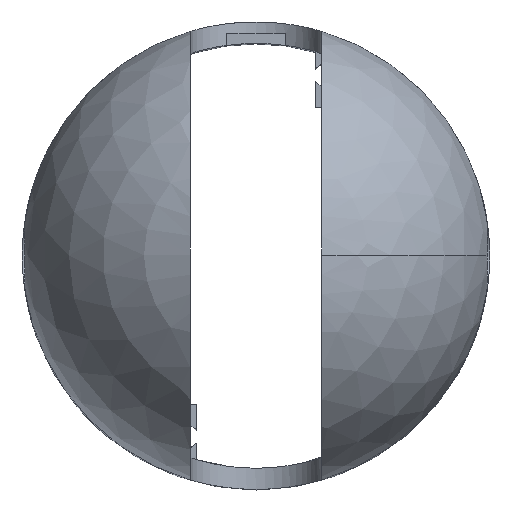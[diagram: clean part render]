
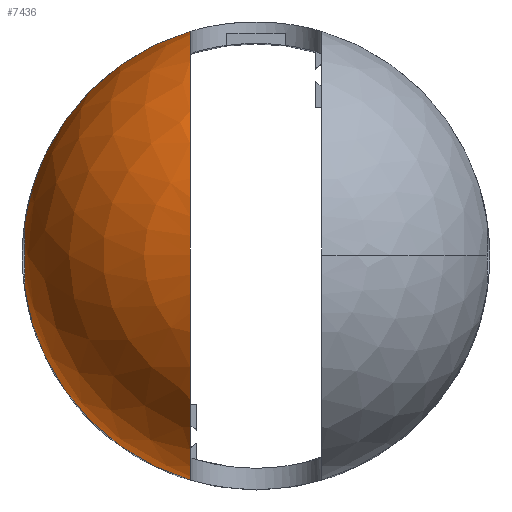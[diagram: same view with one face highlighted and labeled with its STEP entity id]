
A CAD part, top view. The second image highlights one B-rep face of the part: STEP entity #7436.
In plain terms, the highlighted spherical face has radius 55 mm.
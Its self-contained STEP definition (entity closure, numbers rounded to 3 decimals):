
#2290 = VERTEX_POINT('',#2291);
#2291 = CARTESIAN_POINT('',(-15.5,-52.771,100.));
#2398 = EDGE_CURVE('',#2290,#2399,#2401,.T.);
#2399 = VERTEX_POINT('',#2400);
#2400 = CARTESIAN_POINT('',(-15.5,52.771,100.));
#2401 = CIRCLE('',#2402,52.771);
#2402 = AXIS2_PLACEMENT_3D('',#2403,#2404,#2405);
#2403 = CARTESIAN_POINT('',(-15.5,0.,100.));
#2404 = DIRECTION('',(-1.,0.,-0.));
#2405 = DIRECTION('',(0.,1.,0.));
#3363 = VERTEX_POINT('',#3364);
#3364 = CARTESIAN_POINT('',(-52.829,15.3,100.));
#3372 = EDGE_CURVE('',#3363,#2399,#3373,.T.);
#3373 = CIRCLE('',#3374,55.);
#3374 = AXIS2_PLACEMENT_3D('',#3375,#3376,#3377);
#3375 = CARTESIAN_POINT('',(0.,0.,100.));
#3376 = DIRECTION('',(0.,0.,-1.));
#3377 = DIRECTION('',(1.,0.,0.));
#3673 = EDGE_CURVE('',#2290,#3674,#3676,.T.);
#3674 = VERTEX_POINT('',#3675);
#3675 = CARTESIAN_POINT('',(-52.829,-15.3,100.));
#3676 = CIRCLE('',#3677,55.);
#3677 = AXIS2_PLACEMENT_3D('',#3678,#3679,#3680);
#3678 = CARTESIAN_POINT('',(0.,0.,100.));
#3679 = DIRECTION('',(0.,0.,-1.));
#3680 = DIRECTION('',(1.,0.,0.));
#7025 = VERTEX_POINT('',#7026);
#7026 = CARTESIAN_POINT('',(-54.385,7.416,103.5));
#7032 = EDGE_CURVE('',#7033,#7025,#7035,.T.);
#7033 = VERTEX_POINT('',#7034);
#7034 = CARTESIAN_POINT('',(-54.385,-7.416,103.5));
#7035 = B_SPLINE_CURVE_WITH_KNOTS('',8,(#7036,#7037,#7038,#7039,#7040,
    #7041,#7042,#7043,#7044,#7045,#7046,#7047,#7048,#7049,#7050,#7051,
    #7052,#7053,#7054,#7055,#7056,#7057,#7058,#7059,#7060,#7061,#7062,
    #7063,#7064,#7065),.UNSPECIFIED.,.F.,.F.,(9,7,7,7,9),(0.,
    0.251,0.501,0.751,1.),.UNSPECIFIED.);
#7036 = CARTESIAN_POINT('',(-54.385,-8.2,100.));
#7037 = CARTESIAN_POINT('',(-54.385,-8.2,100.808));
#7038 = CARTESIAN_POINT('',(-54.385,-8.109,101.617
    ));
#7039 = CARTESIAN_POINT('',(-54.385,-7.927,
    102.413));
#7040 = CARTESIAN_POINT('',(-54.385,-7.656,
    103.185));
#7041 = CARTESIAN_POINT('',(-54.385,-7.299,
    103.922));
#7042 = CARTESIAN_POINT('',(-54.385,-6.863,
    104.612));
#7043 = CARTESIAN_POINT('',(-54.385,-6.353,
    105.247));
#7044 = CARTESIAN_POINT('',(-54.385,-5.21,
    106.383));
#7045 = CARTESIAN_POINT('',(-54.385,-4.577,
    106.885));
#7046 = CARTESIAN_POINT('',(-54.385,-3.888,
    107.316));
#7047 = CARTESIAN_POINT('',(-54.385,-3.155,
    107.667));
#7048 = CARTESIAN_POINT('',(-54.385,-2.386,
    107.934));
#7049 = CARTESIAN_POINT('',(-54.385,-1.594,
    108.113));
#7050 = CARTESIAN_POINT('',(-54.385,-0.79,
    108.201));
#7051 = CARTESIAN_POINT('',(-54.385,0.819,108.199
    ));
#7052 = CARTESIAN_POINT('',(-54.385,1.625,
    108.107));
#7053 = CARTESIAN_POINT('',(-54.385,2.418,
    107.925));
#7054 = CARTESIAN_POINT('',(-54.385,3.188,
    107.654));
#7055 = CARTESIAN_POINT('',(-54.385,3.922,
    107.298));
#7056 = CARTESIAN_POINT('',(-54.385,4.611,
    106.863));
#7057 = CARTESIAN_POINT('',(-54.385,5.244,
    106.356));
#7058 = CARTESIAN_POINT('',(-54.385,6.378,
    105.216));
#7059 = CARTESIAN_POINT('',(-54.385,6.881,
    104.583));
#7060 = CARTESIAN_POINT('',(-54.385,7.311,
    103.896));
#7061 = CARTESIAN_POINT('',(-54.385,7.663,
    103.164));
#7062 = CARTESIAN_POINT('',(-54.385,7.931,
    102.396));
#7063 = CARTESIAN_POINT('',(-54.385,8.11,
    101.605));
#7064 = CARTESIAN_POINT('',(-54.385,8.2,100.802));
#7065 = CARTESIAN_POINT('',(-54.385,8.2,100.));
#7436 = ADVANCED_FACE('',(#7437),#7475,.T.);
#7437 = FACE_BOUND('',#7438,.F.);
#7438 = EDGE_LOOP('',(#7439,#7440,#7441,#7450,#7457,#7458,#7467,#7474));
#7439 = ORIENTED_EDGE('',*,*,#2398,.F.);
#7440 = ORIENTED_EDGE('',*,*,#3673,.T.);
#7441 = ORIENTED_EDGE('',*,*,#7442,.T.);
#7442 = EDGE_CURVE('',#3674,#7443,#7445,.T.);
#7443 = VERTEX_POINT('',#7444);
#7444 = CARTESIAN_POINT('',(-52.713,-15.3,103.5));
#7445 = CIRCLE('',#7446,52.829);
#7446 = AXIS2_PLACEMENT_3D('',#7447,#7448,#7449);
#7447 = CARTESIAN_POINT('',(0.,-15.3,100.));
#7448 = DIRECTION('',(0.,1.,0.));
#7449 = DIRECTION('',(0.,0.,1.));
#7450 = ORIENTED_EDGE('',*,*,#7451,.F.);
#7451 = EDGE_CURVE('',#7033,#7443,#7452,.T.);
#7452 = CIRCLE('',#7453,54.889);
#7453 = AXIS2_PLACEMENT_3D('',#7454,#7455,#7456);
#7454 = CARTESIAN_POINT('',(0.,0.,103.5));
#7455 = DIRECTION('',(-0.,0.,1.));
#7456 = DIRECTION('',(1.,0.,0.));
#7457 = ORIENTED_EDGE('',*,*,#7032,.T.);
#7458 = ORIENTED_EDGE('',*,*,#7459,.F.);
#7459 = EDGE_CURVE('',#7460,#7025,#7462,.T.);
#7460 = VERTEX_POINT('',#7461);
#7461 = CARTESIAN_POINT('',(-52.713,15.3,103.5));
#7462 = CIRCLE('',#7463,54.889);
#7463 = AXIS2_PLACEMENT_3D('',#7464,#7465,#7466);
#7464 = CARTESIAN_POINT('',(0.,0.,103.5));
#7465 = DIRECTION('',(-0.,0.,1.));
#7466 = DIRECTION('',(1.,0.,0.));
#7467 = ORIENTED_EDGE('',*,*,#7468,.T.);
#7468 = EDGE_CURVE('',#7460,#3363,#7469,.T.);
#7469 = CIRCLE('',#7470,52.829);
#7470 = AXIS2_PLACEMENT_3D('',#7471,#7472,#7473);
#7471 = CARTESIAN_POINT('',(0.,15.3,100.));
#7472 = DIRECTION('',(0.,-1.,0.));
#7473 = DIRECTION('',(0.,0.,-1.));
#7474 = ORIENTED_EDGE('',*,*,#3372,.T.);
#7475 = SPHERICAL_SURFACE('',#7476,55.);
#7476 = AXIS2_PLACEMENT_3D('',#7477,#7478,#7479);
#7477 = CARTESIAN_POINT('',(0.,0.,100.));
#7478 = DIRECTION('',(0.,0.,1.));
#7479 = DIRECTION('',(1.,0.,0.));
